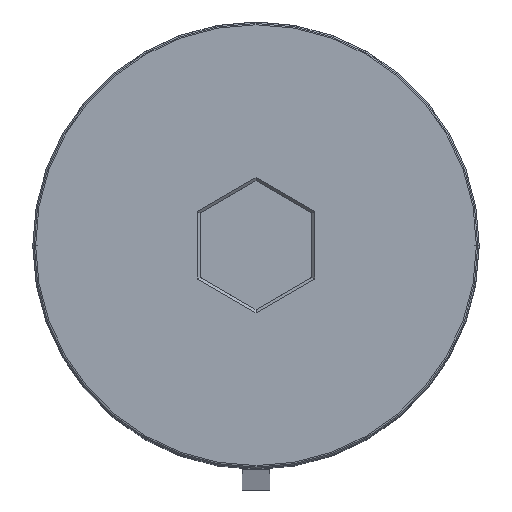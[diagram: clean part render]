
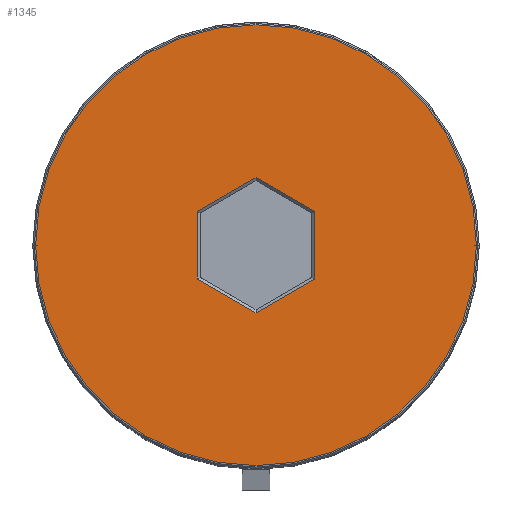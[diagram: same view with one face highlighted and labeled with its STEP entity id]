
A CAD part, top view. The second image highlights one B-rep face of the part: STEP entity #1345.
In plain terms, the highlighted planar face has unit normal (0, 0, 1).
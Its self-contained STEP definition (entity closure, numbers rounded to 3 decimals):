
#24 = DIRECTION ( 'NONE',  ( 1., 0., 0. ) ) ;
#36 = FACE_BOUND ( 'NONE', #876, .T. ) ;
#44 = PLANE ( 'NONE',  #2045 ) ;
#64 = DIRECTION ( 'NONE',  ( -0.866, -0.5, 0. ) ) ;
#75 = VERTEX_POINT ( 'NONE', #183 ) ;
#97 = AXIS2_PLACEMENT_3D ( 'NONE', #1638, #683, #24 ) ;
#118 = EDGE_CURVE ( 'NONE', #75, #1465, #636, .T. ) ;
#126 = VERTEX_POINT ( 'NONE', #995 ) ;
#183 = CARTESIAN_POINT ( 'NONE',  ( 0., -2.425, 0. ) ) ;
#262 = VECTOR ( 'NONE', #351, 1000. ) ;
#316 = ORIENTED_EDGE ( 'NONE', *, *, #1927, .T. ) ;
#347 = ORIENTED_EDGE ( 'NONE', *, *, #118, .T. ) ;
#351 = DIRECTION ( 'NONE',  ( -0.866, 0.5, 0. ) ) ;
#389 = CARTESIAN_POINT ( 'NONE',  ( -2.1, 1.155, 0. ) ) ;
#414 = LINE ( 'NONE', #389, #1782 ) ;
#478 = EDGE_CURVE ( 'NONE', #2010, #525, #1468, .T. ) ;
#495 = VERTEX_POINT ( 'NONE', #1959 ) ;
#521 = DIRECTION ( 'NONE',  ( 0., -1., 0. ) ) ;
#525 = VERTEX_POINT ( 'NONE', #1164 ) ;
#535 = CIRCLE ( 'NONE', #1168, 7.9 ) ;
#591 = CARTESIAN_POINT ( 'NONE',  ( 0., 0., 0. ) ) ;
#636 = LINE ( 'NONE', #1795, #262 ) ;
#646 = EDGE_CURVE ( 'NONE', #901, #495, #535, .T. ) ;
#650 = DIRECTION ( 'NONE',  ( 1., 0., 0. ) ) ;
#673 = CARTESIAN_POINT ( 'NONE',  ( 0., 2.425, 0. ) ) ;
#680 = DIRECTION ( 'NONE',  ( 0., 0., 1. ) ) ;
#683 = DIRECTION ( 'NONE',  ( 0., 0., 1. ) ) ;
#684 = ORIENTED_EDGE ( 'NONE', *, *, #1861, .T. ) ;
#710 = DIRECTION ( 'NONE',  ( 0., 1., 0. ) ) ;
#728 = ORIENTED_EDGE ( 'NONE', *, *, #1918, .T. ) ;
#847 = DIRECTION ( 'NONE',  ( 0.866, -0.5, 0. ) ) ;
#874 = EDGE_CURVE ( 'NONE', #495, #901, #1107, .T. ) ;
#876 = EDGE_LOOP ( 'NONE', ( #684, #347, #728, #1293, #316, #1990 ) ) ;
#877 = CARTESIAN_POINT ( 'NONE',  ( 2.05, 1.241, 0. ) ) ;
#889 = VERTEX_POINT ( 'NONE', #673 ) ;
#892 = DIRECTION ( 'NONE',  ( 0., 0., 1. ) ) ;
#901 = VERTEX_POINT ( 'NONE', #1974 ) ;
#902 = DIRECTION ( 'NONE',  ( 1., 0., 0. ) ) ;
#976 = CARTESIAN_POINT ( 'NONE',  ( 0., 0., 0. ) ) ;
#995 = CARTESIAN_POINT ( 'NONE',  ( -2.1, 1.212, 0. ) ) ;
#1050 = EDGE_LOOP ( 'NONE', ( #1889, #1886 ) ) ;
#1097 = DIRECTION ( 'NONE',  ( 0.866, 0.5, 0. ) ) ;
#1107 = CIRCLE ( 'NONE', #97, 7.9 ) ;
#1141 = VECTOR ( 'NONE', #847, 1000. ) ;
#1152 = FACE_OUTER_BOUND ( 'NONE', #1050, .T. ) ;
#1164 = CARTESIAN_POINT ( 'NONE',  ( 2.1, -1.212, 0. ) ) ;
#1168 = AXIS2_PLACEMENT_3D ( 'NONE', #591, #892, #902 ) ;
#1198 = CARTESIAN_POINT ( 'NONE',  ( -0.05, 2.396, 0. ) ) ;
#1293 = ORIENTED_EDGE ( 'NONE', *, *, #1966, .T. ) ;
#1341 = VECTOR ( 'NONE', #1097, 1000. ) ;
#1345 = ADVANCED_FACE ( 'NONE', ( #1152, #36 ), #44, .T. ) ;
#1362 = CARTESIAN_POINT ( 'NONE',  ( 0.05, -2.396, 0. ) ) ;
#1365 = CARTESIAN_POINT ( 'NONE',  ( -2.1, -1.212, 0. ) ) ;
#1465 = VERTEX_POINT ( 'NONE', #1365 ) ;
#1468 = LINE ( 'NONE', #1622, #1746 ) ;
#1622 = CARTESIAN_POINT ( 'NONE',  ( 2.1, -1.155, 0. ) ) ;
#1638 = CARTESIAN_POINT ( 'NONE',  ( 0., 0., 0. ) ) ;
#1643 = LINE ( 'NONE', #877, #1141 ) ;
#1674 = LINE ( 'NONE', #1362, #1848 ) ;
#1746 = VECTOR ( 'NONE', #521, 1000. ) ;
#1782 = VECTOR ( 'NONE', #710, 1000. ) ;
#1795 = CARTESIAN_POINT ( 'NONE',  ( -2.05, -1.241, 0. ) ) ;
#1848 = VECTOR ( 'NONE', #64, 1000. ) ;
#1861 = EDGE_CURVE ( 'NONE', #525, #75, #1674, .T. ) ;
#1886 = ORIENTED_EDGE ( 'NONE', *, *, #646, .T. ) ;
#1889 = ORIENTED_EDGE ( 'NONE', *, *, #874, .T. ) ;
#1918 = EDGE_CURVE ( 'NONE', #1465, #126, #414, .T. ) ;
#1927 = EDGE_CURVE ( 'NONE', #889, #2010, #1643, .T. ) ;
#1959 = CARTESIAN_POINT ( 'NONE',  ( 7.9, 0., 0. ) ) ;
#1966 = EDGE_CURVE ( 'NONE', #126, #889, #2002, .T. ) ;
#1974 = CARTESIAN_POINT ( 'NONE',  ( -7.9, 0., 0. ) ) ;
#1990 = ORIENTED_EDGE ( 'NONE', *, *, #478, .T. ) ;
#2002 = LINE ( 'NONE', #1198, #1341 ) ;
#2010 = VERTEX_POINT ( 'NONE', #2052 ) ;
#2045 = AXIS2_PLACEMENT_3D ( 'NONE', #976, #680, #650 ) ;
#2052 = CARTESIAN_POINT ( 'NONE',  ( 2.1, 1.212, 0. ) ) ;
